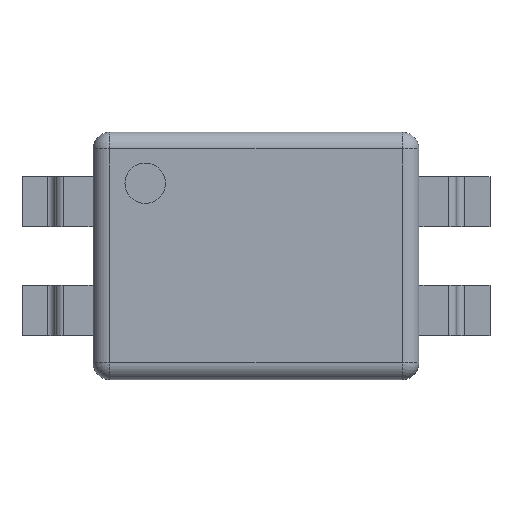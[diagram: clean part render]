
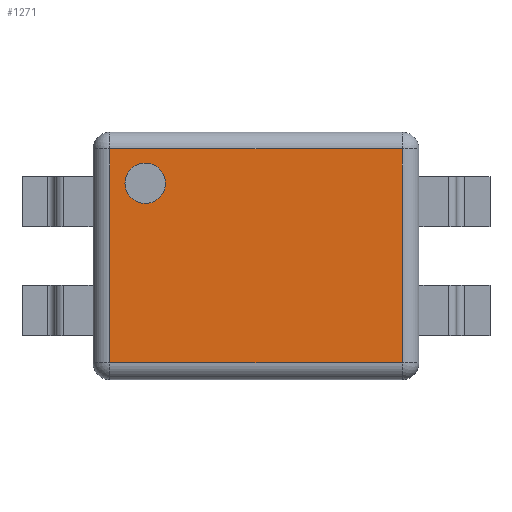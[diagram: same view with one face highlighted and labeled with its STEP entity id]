
A CAD part, top view. The second image highlights one B-rep face of the part: STEP entity #1271.
In plain terms, the highlighted planar face has unit normal (0, 0, 1).
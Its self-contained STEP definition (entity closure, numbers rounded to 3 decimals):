
#23=FACE_BOUND('',#187,.T.);
#38=PLANE('',#1395);
#106=FACE_OUTER_BOUND('',#186,.T.);
#186=EDGE_LOOP('',(#950,#951,#952,#953));
#187=EDGE_LOOP('',(#954));
#253=LINE('',#1950,#386);
#255=LINE('',#1953,#388);
#259=LINE('',#1959,#392);
#261=LINE('',#1962,#394);
#386=VECTOR('',#1573,10.);
#388=VECTOR('',#1577,10.);
#392=VECTOR('',#1585,10.);
#394=VECTOR('',#1589,10.);
#506=CIRCLE('',#1343,0.121);
#556=VERTEX_POINT('',#1869);
#559=VERTEX_POINT('',#1877);
#565=VERTEX_POINT('',#1891);
#568=VERTEX_POINT('',#1898);
#577=VERTEX_POINT('',#1928);
#670=EDGE_CURVE('',#556,#556,#506,.T.);
#709=EDGE_CURVE('',#565,#577,#253,.T.);
#711=EDGE_CURVE('',#577,#568,#255,.T.);
#715=EDGE_CURVE('',#568,#559,#259,.T.);
#717=EDGE_CURVE('',#559,#565,#261,.T.);
#950=ORIENTED_EDGE('',*,*,#709,.F.);
#951=ORIENTED_EDGE('',*,*,#717,.F.);
#952=ORIENTED_EDGE('',*,*,#715,.F.);
#953=ORIENTED_EDGE('',*,*,#711,.F.);
#954=ORIENTED_EDGE('',*,*,#670,.T.);
#1271=ADVANCED_FACE('',(#106,#23),#38,.T.);
#1343=AXIS2_PLACEMENT_3D('',#1870,#1476,#1477);
#1395=AXIS2_PLACEMENT_3D('',#1972,#1605,#1606);
#1476=DIRECTION('center_axis',(0.,0.,-1.));
#1477=DIRECTION('ref_axis',(-1.,0.,0.));
#1573=DIRECTION('',(-1.,0.,0.));
#1577=DIRECTION('',(0.,1.,0.));
#1585=DIRECTION('',(1.,0.,0.));
#1589=DIRECTION('',(0.,-1.,0.));
#1605=DIRECTION('center_axis',(0.,0.,1.));
#1606=DIRECTION('ref_axis',(1.,0.,0.));
#1869=CARTESIAN_POINT('',(-0.542,0.434,0.68));
#1870=CARTESIAN_POINT('Origin',(-0.663,0.434,0.68));
#1877=CARTESIAN_POINT('',(0.875,0.64,0.68));
#1891=CARTESIAN_POINT('',(0.875,-0.64,0.68));
#1898=CARTESIAN_POINT('',(-0.875,0.64,0.68));
#1928=CARTESIAN_POINT('',(-0.875,-0.64,0.68));
#1950=CARTESIAN_POINT('',(-0.488,-0.64,0.68));
#1953=CARTESIAN_POINT('',(-0.875,0.37,0.68));
#1959=CARTESIAN_POINT('',(0.488,0.64,0.68));
#1962=CARTESIAN_POINT('',(0.875,-0.37,0.68));
#1972=CARTESIAN_POINT('Origin',(0.,0.,0.68));
